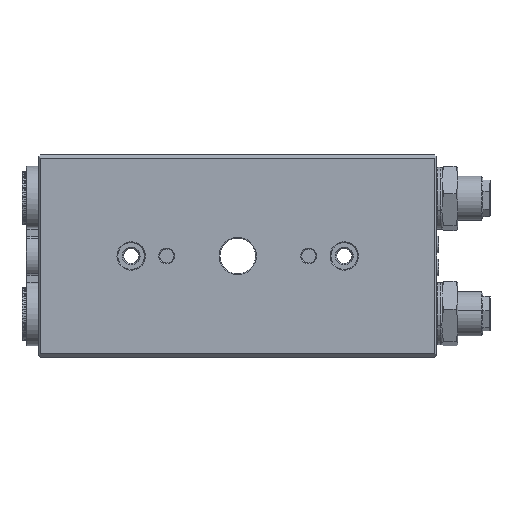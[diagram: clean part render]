
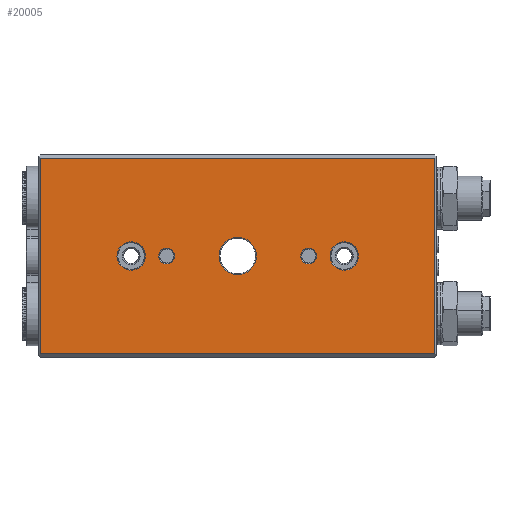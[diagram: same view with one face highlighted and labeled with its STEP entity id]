
A CAD part, front view. The second image highlights one B-rep face of the part: STEP entity #20005.
In plain terms, the highlighted planar face has unit normal (0, -1, 0).
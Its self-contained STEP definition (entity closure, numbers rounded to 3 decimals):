
#646 = ORIENTED_EDGE ( 'NONE', *, *, #63513, .T. ) ;
#738 = LINE ( 'NONE', #15260, #13510 ) ;
#1164 = DIRECTION ( 'NONE',  ( 0., 0., 1. ) ) ;
#1785 = VECTOR ( 'NONE', #1164, 1000. ) ;
#2301 = CARTESIAN_POINT ( 'NONE',  ( 40., 0., 0. ) ) ;
#3011 = EDGE_CURVE ( 'NONE', #45527, #11372, #13551, .T. ) ;
#3183 = CIRCLE ( 'NONE', #11004, 10.5 ) ;
#3453 = AXIS2_PLACEMENT_3D ( 'NONE', #9213, #4134, #50110 ) ;
#3523 = FACE_BOUND ( 'NONE', #48053, .T. ) ;
#4134 = DIRECTION ( 'NONE',  ( 0., 1., 0. ) ) ;
#5177 = VERTEX_POINT ( 'NONE', #22712 ) ;
#6110 = CARTESIAN_POINT ( 'NONE',  ( 60., 0., 0. ) ) ;
#7441 = ORIENTED_EDGE ( 'NONE', *, *, #46093, .T. ) ;
#7481 = FACE_BOUND ( 'NONE', #13857, .T. ) ;
#7716 = ORIENTED_EDGE ( 'NONE', *, *, #12958, .T. ) ;
#7894 = CARTESIAN_POINT ( 'NONE',  ( -111., 0., -55. ) ) ;
#8246 = AXIS2_PLACEMENT_3D ( 'NONE', #60398, #10137, #50812 ) ;
#8651 = CARTESIAN_POINT ( 'NONE',  ( 0., 0., 0. ) ) ;
#9213 = CARTESIAN_POINT ( 'NONE',  ( 60., 0., 0. ) ) ;
#9497 = ORIENTED_EDGE ( 'NONE', *, *, #26300, .T. ) ;
#10137 = DIRECTION ( 'NONE',  ( 0., 1., 0. ) ) ;
#10521 = CARTESIAN_POINT ( 'NONE',  ( 0., 0., 10.5 ) ) ;
#10559 = DIRECTION ( 'NONE',  ( 0., 1., 0. ) ) ;
#10662 = FACE_OUTER_BOUND ( 'NONE', #59405, .T. ) ;
#10757 = ORIENTED_EDGE ( 'NONE', *, *, #41769, .T. ) ;
#11004 = AXIS2_PLACEMENT_3D ( 'NONE', #8651, #28926, #64502 ) ;
#11372 = VERTEX_POINT ( 'NONE', #27176 ) ;
#11877 = VERTEX_POINT ( 'NONE', #27326 ) ;
#12478 = AXIS2_PLACEMENT_3D ( 'NONE', #2301, #57904, #63055 ) ;
#12947 = EDGE_CURVE ( 'NONE', #18973, #33448, #50270, .T. ) ;
#12958 = EDGE_CURVE ( 'NONE', #33448, #33881, #24865, .T. ) ;
#13076 = DIRECTION ( 'NONE',  ( 0., 0., -1. ) ) ;
#13510 = VECTOR ( 'NONE', #35528, 1000. ) ;
#13551 = CIRCLE ( 'NONE', #8246, 4.5 ) ;
#13857 = EDGE_LOOP ( 'NONE', ( #38679, #52490 ) ) ;
#15260 = CARTESIAN_POINT ( 'NONE',  ( -111., 0., -57. ) ) ;
#16213 = CIRCLE ( 'NONE', #48923, 4.5 ) ;
#16299 = EDGE_CURVE ( 'NONE', #57856, #43316, #43685, .T. ) ;
#16679 = PLANE ( 'NONE',  #53599 ) ;
#17391 = AXIS2_PLACEMENT_3D ( 'NONE', #6110, #10559, #45956 ) ;
#18402 = AXIS2_PLACEMENT_3D ( 'NONE', #60107, #50310, #25245 ) ;
#18973 = VERTEX_POINT ( 'NONE', #7894 ) ;
#20005 = ADVANCED_FACE ( 'NONE', ( #57633, #33760, #56022, #7481, #3523, #10662 ), #16679, .T. ) ;
#20107 = VERTEX_POINT ( 'NONE', #28223 ) ;
#20211 = CARTESIAN_POINT ( 'NONE',  ( 0., 0., 0. ) ) ;
#20400 = CIRCLE ( 'NONE', #26832, 8. ) ;
#21563 = EDGE_CURVE ( 'NONE', #5177, #18973, #738, .T. ) ;
#21621 = DIRECTION ( 'NONE',  ( -1., 0., 0. ) ) ;
#21797 = CARTESIAN_POINT ( 'NONE',  ( 0., 0., 0. ) ) ;
#22712 = CARTESIAN_POINT ( 'NONE',  ( -111., 0., 55. ) ) ;
#22991 = CIRCLE ( 'NONE', #3453, 8. ) ;
#24510 = ORIENTED_EDGE ( 'NONE', *, *, #61379, .T. ) ;
#24865 = LINE ( 'NONE', #32072, #1785 ) ;
#25245 = DIRECTION ( 'NONE',  ( 0., 0., -1. ) ) ;
#25741 = VERTEX_POINT ( 'NONE', #45761 ) ;
#26300 = EDGE_CURVE ( 'NONE', #57494, #65993, #37744, .T. ) ;
#26767 = CARTESIAN_POINT ( 'NONE',  ( 111., 0., -55. ) ) ;
#26832 = AXIS2_PLACEMENT_3D ( 'NONE', #59113, #49104, #38930 ) ;
#26939 = EDGE_LOOP ( 'NONE', ( #30753, #646 ) ) ;
#27176 = CARTESIAN_POINT ( 'NONE',  ( 40., 0., -4.5 ) ) ;
#27326 = CARTESIAN_POINT ( 'NONE',  ( 60., 0., -8. ) ) ;
#27481 = AXIS2_PLACEMENT_3D ( 'NONE', #20211, #35555, #65346 ) ;
#28223 = CARTESIAN_POINT ( 'NONE',  ( -40., 0., 4.5 ) ) ;
#28926 = DIRECTION ( 'NONE',  ( 0., 1., 0. ) ) ;
#30312 = CIRCLE ( 'NONE', #18402, 4.5 ) ;
#30498 = DIRECTION ( 'NONE',  ( 0., 0., -1. ) ) ;
#30615 = EDGE_CURVE ( 'NONE', #11877, #51814, #22991, .T. ) ;
#30753 = ORIENTED_EDGE ( 'NONE', *, *, #16299, .T. ) ;
#32072 = CARTESIAN_POINT ( 'NONE',  ( 111., 0., 57. ) ) ;
#32358 = CARTESIAN_POINT ( 'NONE',  ( -60., 0., -8. ) ) ;
#32403 = CARTESIAN_POINT ( 'NONE',  ( 60., 0., 8. ) ) ;
#33087 = DIRECTION ( 'NONE',  ( 0., -1., 0. ) ) ;
#33448 = VERTEX_POINT ( 'NONE', #50109 ) ;
#33744 = CARTESIAN_POINT ( 'NONE',  ( 0., 0., -10.5 ) ) ;
#33760 = FACE_BOUND ( 'NONE', #26939, .T. ) ;
#33881 = VERTEX_POINT ( 'NONE', #63020 ) ;
#35528 = DIRECTION ( 'NONE',  ( 0., 0., -1. ) ) ;
#35555 = DIRECTION ( 'NONE',  ( 0., 1., 0. ) ) ;
#37744 = CIRCLE ( 'NONE', #27481, 10.5 ) ;
#38395 = VECTOR ( 'NONE', #47404, 1000. ) ;
#38454 = CARTESIAN_POINT ( 'NONE',  ( -40., 0., 0. ) ) ;
#38679 = ORIENTED_EDGE ( 'NONE', *, *, #45744, .T. ) ;
#38930 = DIRECTION ( 'NONE',  ( 0., 0., -1. ) ) ;
#39294 = EDGE_CURVE ( 'NONE', #20107, #25741, #16213, .T. ) ;
#40286 = CARTESIAN_POINT ( 'NONE',  ( -60., 0., 0. ) ) ;
#41769 = EDGE_CURVE ( 'NONE', #25741, #20107, #30312, .T. ) ;
#42317 = VECTOR ( 'NONE', #21621, 1000. ) ;
#43312 = ORIENTED_EDGE ( 'NONE', *, *, #21563, .T. ) ;
#43316 = VERTEX_POINT ( 'NONE', #53999 ) ;
#43542 = DIRECTION ( 'NONE',  ( 0., 1., 0. ) ) ;
#43685 = CIRCLE ( 'NONE', #56069, 8. ) ;
#45527 = VERTEX_POINT ( 'NONE', #51899 ) ;
#45744 = EDGE_CURVE ( 'NONE', #11372, #45527, #49465, .T. ) ;
#45761 = CARTESIAN_POINT ( 'NONE',  ( -40., 0., -4.5 ) ) ;
#45956 = DIRECTION ( 'NONE',  ( 0., 0., -1. ) ) ;
#46093 = EDGE_CURVE ( 'NONE', #33881, #5177, #55799, .T. ) ;
#46240 = ORIENTED_EDGE ( 'NONE', *, *, #12947, .T. ) ;
#47404 = DIRECTION ( 'NONE',  ( 1., 0., 0. ) ) ;
#48053 = EDGE_LOOP ( 'NONE', ( #58582, #24510 ) ) ;
#48923 = AXIS2_PLACEMENT_3D ( 'NONE', #38454, #43542, #13076 ) ;
#49104 = DIRECTION ( 'NONE',  ( 0., 1., 0. ) ) ;
#49465 = CIRCLE ( 'NONE', #12478, 4.5 ) ;
#50109 = CARTESIAN_POINT ( 'NONE',  ( 111., 0., -55. ) ) ;
#50110 = DIRECTION ( 'NONE',  ( 0., 0., -1. ) ) ;
#50270 = LINE ( 'NONE', #26767, #38395 ) ;
#50310 = DIRECTION ( 'NONE',  ( 0., 1., 0. ) ) ;
#50812 = DIRECTION ( 'NONE',  ( 0., 0., -1. ) ) ;
#51036 = EDGE_LOOP ( 'NONE', ( #9497, #51369 ) ) ;
#51369 = ORIENTED_EDGE ( 'NONE', *, *, #51487, .T. ) ;
#51487 = EDGE_CURVE ( 'NONE', #65993, #57494, #3183, .T. ) ;
#51814 = VERTEX_POINT ( 'NONE', #32403 ) ;
#51899 = CARTESIAN_POINT ( 'NONE',  ( 40., 0., 4.5 ) ) ;
#52043 = CARTESIAN_POINT ( 'NONE',  ( -111., 0., 55. ) ) ;
#52490 = ORIENTED_EDGE ( 'NONE', *, *, #3011, .T. ) ;
#53497 = DIRECTION ( 'NONE',  ( 0., 0., -1. ) ) ;
#53599 = AXIS2_PLACEMENT_3D ( 'NONE', #21797, #33087, #53497 ) ;
#53999 = CARTESIAN_POINT ( 'NONE',  ( -60., 0., 8. ) ) ;
#55799 = LINE ( 'NONE', #52043, #42317 ) ;
#56022 = FACE_BOUND ( 'NONE', #62173, .T. ) ;
#56069 = AXIS2_PLACEMENT_3D ( 'NONE', #40286, #60047, #30498 ) ;
#56622 = ORIENTED_EDGE ( 'NONE', *, *, #39294, .T. ) ;
#57494 = VERTEX_POINT ( 'NONE', #33744 ) ;
#57633 = FACE_BOUND ( 'NONE', #51036, .T. ) ;
#57856 = VERTEX_POINT ( 'NONE', #32358 ) ;
#57904 = DIRECTION ( 'NONE',  ( 0., 1., 0. ) ) ;
#58582 = ORIENTED_EDGE ( 'NONE', *, *, #30615, .T. ) ;
#59113 = CARTESIAN_POINT ( 'NONE',  ( -60., 0., 0. ) ) ;
#59405 = EDGE_LOOP ( 'NONE', ( #7716, #7441, #43312, #46240 ) ) ;
#60047 = DIRECTION ( 'NONE',  ( 0., 1., 0. ) ) ;
#60107 = CARTESIAN_POINT ( 'NONE',  ( -40., 0., 0. ) ) ;
#60398 = CARTESIAN_POINT ( 'NONE',  ( 40., 0., 0. ) ) ;
#61379 = EDGE_CURVE ( 'NONE', #51814, #11877, #61686, .T. ) ;
#61686 = CIRCLE ( 'NONE', #17391, 8. ) ;
#62173 = EDGE_LOOP ( 'NONE', ( #10757, #56622 ) ) ;
#63020 = CARTESIAN_POINT ( 'NONE',  ( 111., 0., 55. ) ) ;
#63055 = DIRECTION ( 'NONE',  ( 0., 0., -1. ) ) ;
#63513 = EDGE_CURVE ( 'NONE', #43316, #57856, #20400, .T. ) ;
#64502 = DIRECTION ( 'NONE',  ( 0., 0., -1. ) ) ;
#65346 = DIRECTION ( 'NONE',  ( 0., 0., -1. ) ) ;
#65993 = VERTEX_POINT ( 'NONE', #10521 ) ;
